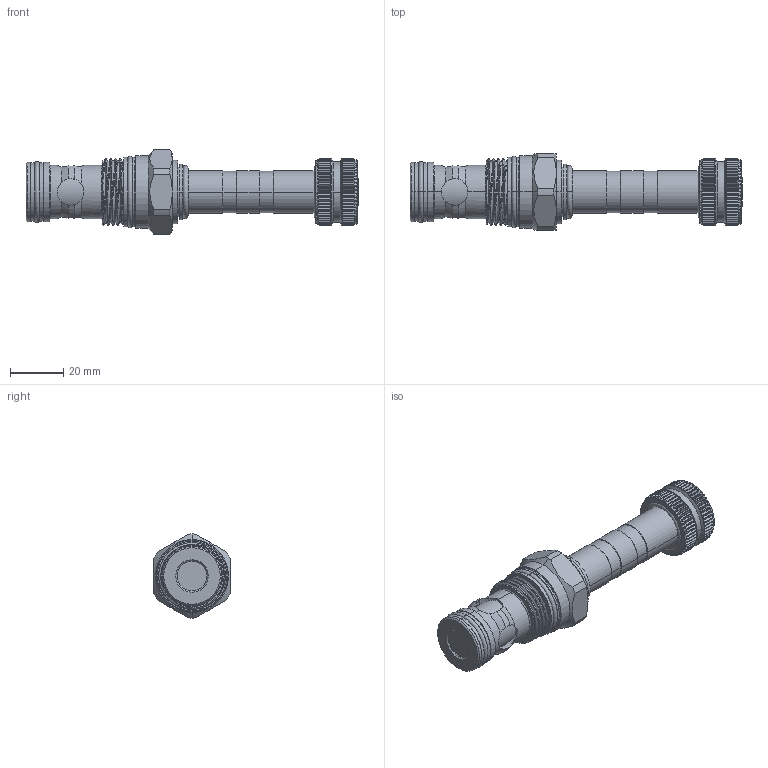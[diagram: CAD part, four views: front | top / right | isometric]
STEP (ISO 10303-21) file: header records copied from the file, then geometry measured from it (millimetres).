
FILE_DESCRIPTION (( 'STEP AP203' ), '1' );
FILE_NAME ('EP5A2C06P05.STEP', '2024-08-15T00:42:05', ( '' ), ( '' ), 'SwSTEP 2.0', 'SolidWorks 2018', '' );
FILE_SCHEMA (( 'CONFIG_CONTROL_DESIGN' ));
Length unit declared in the file: millimetre
Products named in the file (1): EP5A2C06P05
Bounding box: 124.8 x 28.57 x 31.6 mm (x, y, z)
Volume: 43209.9 mm3; surface area: 12106.8 mm2
Topology: 1 solids, 1 shells, 1055 faces, 2785 edges, 1764 vertices
Faces by surface type: cylinder 438, plane 430, cone 152, torus 22, bspline 13
Entity records: 38349 total; most frequent: CARTESIAN_POINT 13155, ORIENTED_EDGE 5570, DIRECTION 4950, EDGE_CURVE 2785, AXIS2_PLACEMENT_3D 1924, VERTEX_POINT 1764, LINE 1102, VECTOR 1102
